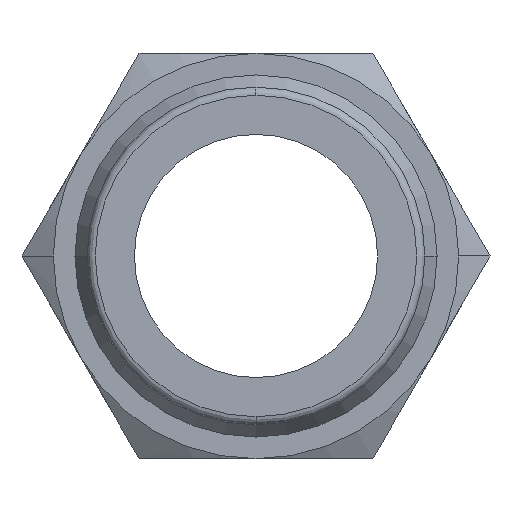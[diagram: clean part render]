
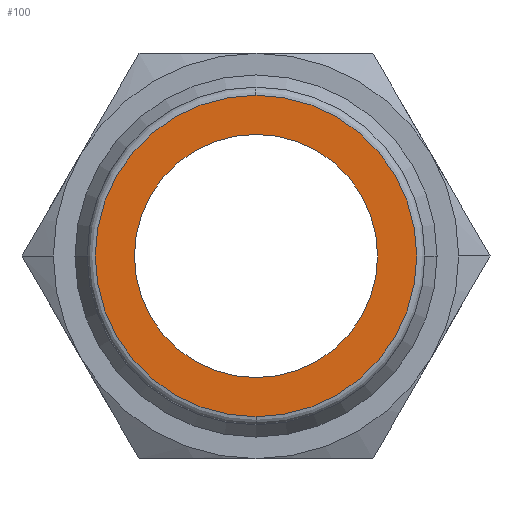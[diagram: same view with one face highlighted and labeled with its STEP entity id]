
A CAD part, front view. The second image highlights one B-rep face of the part: STEP entity #100.
In plain terms, the highlighted planar face has unit normal (0, -1, 0).
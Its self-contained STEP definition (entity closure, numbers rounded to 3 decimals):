
#100=ADVANCED_FACE('',(#226,#227),#228,.T.);
#226=FACE_BOUND('',#375,.T.);
#227=FACE_OUTER_BOUND('',#376,.T.);
#228=PLANE('',#377);
#375=EDGE_LOOP('',(#604,#605));
#376=EDGE_LOOP('',(#606,#607,#608));
#377=AXIS2_PLACEMENT_3D('',#609,#610,#611);
#604=ORIENTED_EDGE('',*,*,#928,.T.);
#605=ORIENTED_EDGE('',*,*,#929,.T.);
#606=ORIENTED_EDGE('',*,*,#909,.F.);
#607=ORIENTED_EDGE('',*,*,#908,.F.);
#608=ORIENTED_EDGE('',*,*,#930,.F.);
#609=CARTESIAN_POINT('',(2.975,0.0,0.0));
#610=DIRECTION('',(-0.0,-1.0,-0.0));
#611=DIRECTION('',(-1.0,0.0,0.0));
#908=EDGE_CURVE('',#1086,#1089,#1090,.T.);
#909=EDGE_CURVE('',#1089,#1091,#1092,.T.);
#928=EDGE_CURVE('',#1118,#1119,#1120,.T.);
#929=EDGE_CURVE('',#1119,#1118,#1121,.T.);
#930=EDGE_CURVE('',#1091,#1086,#1122,.T.);
#1086=VERTEX_POINT('',#1385);
#1089=VERTEX_POINT('',#1388);
#1090=CIRCLE('',#1389,5.95);
#1091=VERTEX_POINT('',#1390);
#1092=CIRCLE('',#1391,5.95);
#1118=VERTEX_POINT('',#1432);
#1119=VERTEX_POINT('',#1433);
#1120=CIRCLE('',#1434,4.5);
#1121=CIRCLE('',#1435,4.5);
#1122=CIRCLE('',#1436,5.95);
#1385=CARTESIAN_POINT('',(0.,0.0,5.95));
#1388=CARTESIAN_POINT('',(5.95,0.0,0.0));
#1389=AXIS2_PLACEMENT_3D('',#1786,#1787,#1788);
#1390=CARTESIAN_POINT('',(0.,0.0,-5.95));
#1391=AXIS2_PLACEMENT_3D('',#1789,#1790,#1791);
#1432=CARTESIAN_POINT('',(-4.5,0.0,0.));
#1433=CARTESIAN_POINT('',(4.5,0.0,0.));
#1434=AXIS2_PLACEMENT_3D('',#1820,#1821,#1822);
#1435=AXIS2_PLACEMENT_3D('',#1823,#1824,#1825);
#1436=AXIS2_PLACEMENT_3D('',#1826,#1827,#1828);
#1786=CARTESIAN_POINT('',(0.0,0.0,0.0));
#1787=DIRECTION('',(-0.0,1.0,0.0));
#1788=DIRECTION('',(1.0,0.0,0.0));
#1789=CARTESIAN_POINT('',(0.0,0.0,0.0));
#1790=DIRECTION('',(-0.0,1.0,0.0));
#1791=DIRECTION('',(1.0,0.0,0.0));
#1820=CARTESIAN_POINT('',(0.0,0.0,0.0));
#1821=DIRECTION('',(-0.0,1.0,0.0));
#1822=DIRECTION('',(1.0,0.0,0.0));
#1823=CARTESIAN_POINT('',(0.0,0.0,0.0));
#1824=DIRECTION('',(-0.0,1.0,0.0));
#1825=DIRECTION('',(1.0,0.0,0.0));
#1826=CARTESIAN_POINT('',(0.0,0.0,0.0));
#1827=DIRECTION('',(-0.0,1.0,0.0));
#1828=DIRECTION('',(1.0,0.0,0.0));
